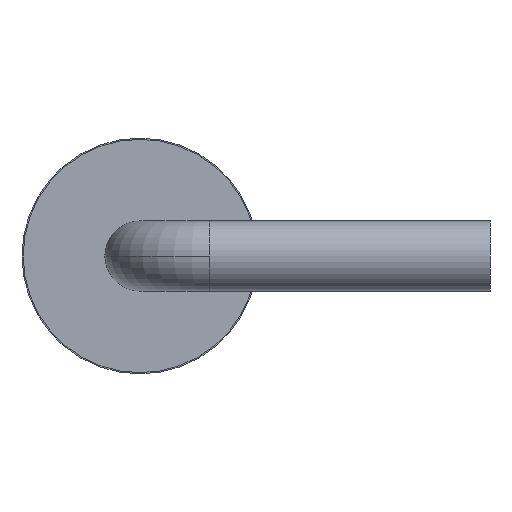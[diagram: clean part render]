
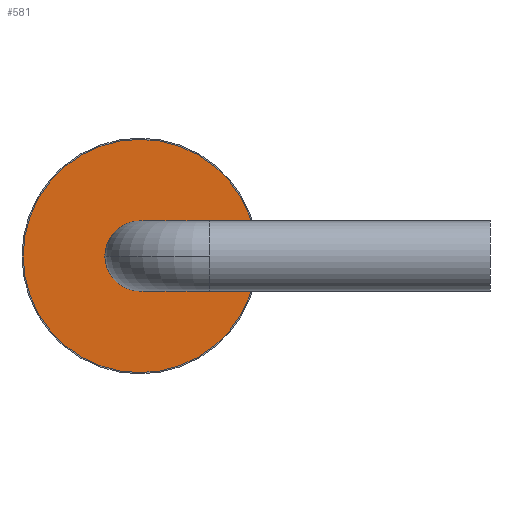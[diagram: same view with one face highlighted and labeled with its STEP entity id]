
A CAD part, left-side view. The second image highlights one B-rep face of the part: STEP entity #581.
In plain terms, the highlighted planar face has unit normal (-1, 0, 0).
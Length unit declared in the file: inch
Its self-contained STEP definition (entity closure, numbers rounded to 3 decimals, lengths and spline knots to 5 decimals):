
#12 = FACE_OUTER_BOUND ( 'NONE', #452, .T. ) ;
#13 = FACE_BOUND ( 'NONE', #214, .T. ) ;
#14 = DIRECTION ( 'NONE',  ( 0., 1., 0. ) ) ;
#15 = DIRECTION ( 'NONE',  ( 1., 0., 0. ) ) ;
#16 = CARTESIAN_POINT ( 'NONE',  ( 0.1, 0.05, 0. ) ) ;
#17 = AXIS2_PLACEMENT_3D ( 'NONE', #16, #15, #14 ) ;
#18 = CIRCLE ( 'NONE', #17, 0.05 ) ;
#58 = DIRECTION ( 'NONE',  ( 0., 0., 1. ) ) ;
#59 = DIRECTION ( 'NONE',  ( 1., 0., 0. ) ) ;
#60 = AXIS2_PLACEMENT_3D ( 'NONE', #66, #59, #58 ) ;
#61 = CIRCLE ( 'NONE', #60, 0.015 ) ;
#62 = DIRECTION ( 'NONE',  ( 0., 1., 0. ) ) ;
#63 = DIRECTION ( 'NONE',  ( 1., 0., 0. ) ) ;
#64 = CARTESIAN_POINT ( 'NONE',  ( 0.1, 0.05, 0. ) ) ;
#65 = AXIS2_PLACEMENT_3D ( 'NONE', #64, #63, #62 ) ;
#66 = CARTESIAN_POINT ( 'NONE',  ( 0.1, 0.05, 0. ) ) ;
#67 = PLANE ( 'NONE',  #65 ) ;
#98 = CARTESIAN_POINT ( 'NONE',  ( 0.1, 0.05, 0.015 ) ) ;
#180 = VERTEX_POINT ( 'NONE', #456 ) ;
#214 = EDGE_LOOP ( 'NONE', ( #627, #451 ) ) ;
#289 = EDGE_CURVE ( 'NONE', #180, #290, #697, .T. ) ;
#290 = VERTEX_POINT ( 'NONE', #640 ) ;
#313 = EDGE_CURVE ( 'NONE', #314, #374, #683, .T. ) ;
#314 = VERTEX_POINT ( 'NONE', #678 ) ;
#374 = VERTEX_POINT ( 'NONE', #98 ) ;
#444 = ORIENTED_EDGE ( 'NONE', *, *, #289, .F. ) ;
#449 = EDGE_CURVE ( 'NONE', #290, #180, #18, .T. ) ;
#451 = ORIENTED_EDGE ( 'NONE', *, *, #583, .T. ) ;
#452 = EDGE_LOOP ( 'NONE', ( #453, #444 ) ) ;
#453 = ORIENTED_EDGE ( 'NONE', *, *, #449, .F. ) ;
#456 = CARTESIAN_POINT ( 'NONE',  ( 0.1, 0.1, 0. ) ) ;
#581 = ADVANCED_FACE ( 'NONE', ( #13, #12 ), #67, .F. ) ;
#583 = EDGE_CURVE ( 'NONE', #374, #314, #61, .T. ) ;
#627 = ORIENTED_EDGE ( 'NONE', *, *, #313, .T. ) ;
#640 = CARTESIAN_POINT ( 'NONE',  ( 0.1, 0., 0. ) ) ;
#641 = DIRECTION ( 'NONE',  ( 0., 1., 0. ) ) ;
#678 = CARTESIAN_POINT ( 'NONE',  ( 0.1, 0.05, -0.015 ) ) ;
#679 = DIRECTION ( 'NONE',  ( 0., 0., 1. ) ) ;
#680 = DIRECTION ( 'NONE',  ( 1., 0., 0. ) ) ;
#681 = CARTESIAN_POINT ( 'NONE',  ( 0.1, 0.05, 0. ) ) ;
#682 = AXIS2_PLACEMENT_3D ( 'NONE', #681, #680, #679 ) ;
#683 = CIRCLE ( 'NONE', #682, 0.015 ) ;
#694 = DIRECTION ( 'NONE',  ( 1., 0., 0. ) ) ;
#695 = CARTESIAN_POINT ( 'NONE',  ( 0.1, 0.05, 0. ) ) ;
#696 = AXIS2_PLACEMENT_3D ( 'NONE', #695, #694, #641 ) ;
#697 = CIRCLE ( 'NONE', #696, 0.05 ) ;
